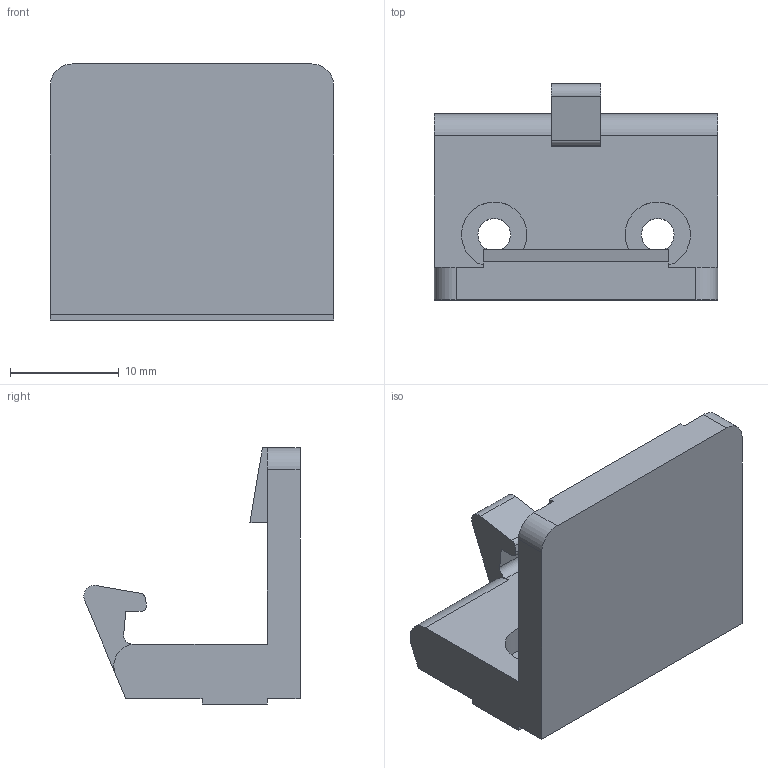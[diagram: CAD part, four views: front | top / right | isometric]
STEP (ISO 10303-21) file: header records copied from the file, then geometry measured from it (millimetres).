
FILE_DESCRIPTION(/* description */ (''),/* implementation_level */ '2;1');
FILE_NAME(/* name */ 'wago_mount-5-way_(use_supports).stp',/* time_stamp */ '2019-04-12T14:31:38-06:00',/* author */ ('cpaltzat'),/* organization */ (''),/* preprocessor_version */ 'ST-DEVELOPER v18',/* originating_system */ 'Autodesk Inventor 2020',/* authorisation */ '');
FILE_SCHEMA (('AUTOMOTIVE_DESIGN { 1 0 10303 214 3 1 1 }'));
Length unit declared in the file: millimetre
Products named in the file (1): Project #.P055
Bounding box: 26 x 19.84 x 23.5 mm (x, y, z)
Volume: 3670.4 mm3; surface area: 2629 mm2
Topology: 1 solids, 1 shells, 36 faces, 102 edges, 68 vertices
Faces by surface type: plane 24, cylinder 12
Full cylindrical faces by diameter (mm): 3 x2, 6 x2
Entity records: 1217 total; most frequent: CARTESIAN_POINT 207, ORIENTED_EDGE 204, DIRECTION 204, EDGE_CURVE 102, LINE 74, VECTOR 74, VERTEX_POINT 68, AXIS2_PLACEMENT_3D 65
